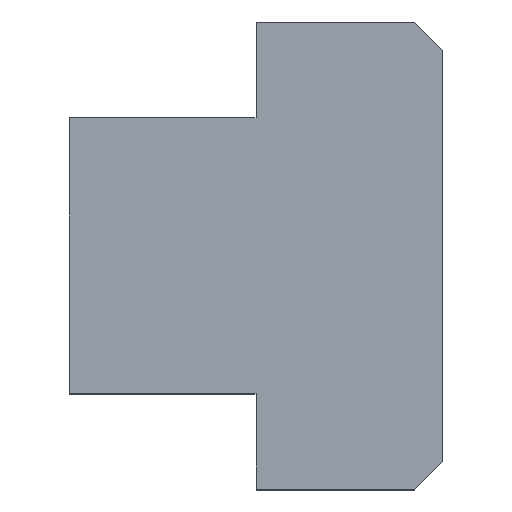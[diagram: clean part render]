
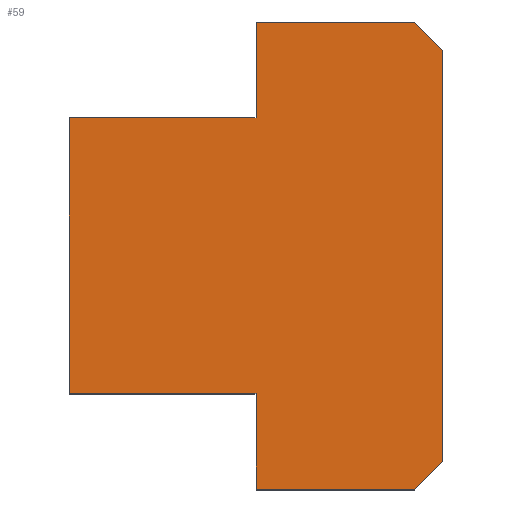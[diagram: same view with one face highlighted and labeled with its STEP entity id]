
A CAD part, top view. The second image highlights one B-rep face of the part: STEP entity #59.
In plain terms, the highlighted planar face has unit normal (0, 0, 1).
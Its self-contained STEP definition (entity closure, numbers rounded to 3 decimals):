
#59 = ADVANCED_FACE( '', ( #118 ), #119, .T. );
#118 = FACE_OUTER_BOUND( '', #175, .T. );
#119 = PLANE( '', #176 );
#175 = EDGE_LOOP( '', ( #282, #283, #284, #285, #286, #287, #288, #289, #290, #291 ) );
#176 = AXIS2_PLACEMENT_3D( '', #292, #293, #294 );
#282 = ORIENTED_EDGE( '', *, *, #330, .T. );
#283 = ORIENTED_EDGE( '', *, *, #343, .T. );
#284 = ORIENTED_EDGE( '', *, *, #339, .T. );
#285 = ORIENTED_EDGE( '', *, *, #352, .T. );
#286 = ORIENTED_EDGE( '', *, *, #359, .T. );
#287 = ORIENTED_EDGE( '', *, *, #347, .T. );
#288 = ORIENTED_EDGE( '', *, *, #334, .T. );
#289 = ORIENTED_EDGE( '', *, *, #324, .T. );
#290 = ORIENTED_EDGE( '', *, *, #356, .T. );
#291 = ORIENTED_EDGE( '', *, *, #363, .T. );
#292 = CARTESIAN_POINT( '', ( 0., 0., 20. ) );
#293 = DIRECTION( '', ( 0., 0., 1. ) );
#294 = DIRECTION( '', ( 1., 0., 0. ) );
#324 = EDGE_CURVE( '', #376, #374, #377, .T. );
#330 = EDGE_CURVE( '', #387, #385, #388, .T. );
#334 = EDGE_CURVE( '', #393, #376, #394, .T. );
#339 = EDGE_CURVE( '', #402, #400, #403, .T. );
#343 = EDGE_CURVE( '', #385, #402, #407, .T. );
#347 = EDGE_CURVE( '', #413, #393, #414, .T. );
#352 = EDGE_CURVE( '', #400, #419, #421, .T. );
#356 = EDGE_CURVE( '', #374, #425, #427, .T. );
#359 = EDGE_CURVE( '', #419, #413, #430, .T. );
#363 = EDGE_CURVE( '', #425, #387, #434, .T. );
#374 = VERTEX_POINT( '', #448 );
#376 = VERTEX_POINT( '', #451 );
#377 = LINE( '', #452, #453 );
#385 = VERTEX_POINT( '', #463 );
#387 = VERTEX_POINT( '', #466 );
#388 = LINE( '', #467, #468 );
#393 = VERTEX_POINT( '', #475 );
#394 = LINE( '', #476, #477 );
#400 = VERTEX_POINT( '', #485 );
#402 = VERTEX_POINT( '', #488 );
#403 = LINE( '', #489, #490 );
#407 = LINE( '', #496, #497 );
#413 = VERTEX_POINT( '', #504 );
#414 = LINE( '', #505, #506 );
#419 = VERTEX_POINT( '', #513 );
#421 = LINE( '', #516, #517 );
#425 = VERTEX_POINT( '', #522 );
#427 = LINE( '', #525, #526 );
#430 = LINE( '', #530, #531 );
#434 = LINE( '', #536, #537 );
#448 = CARTESIAN_POINT( '', ( 0., 20., 20. ) );
#451 = CARTESIAN_POINT( '', ( 13.6, 20., 20. ) );
#452 = CARTESIAN_POINT( '', ( 13.6, 20., 20. ) );
#453 = VECTOR( '', #548, 1000. );
#463 = CARTESIAN_POINT( '', ( -16., -11.8, 20. ) );
#466 = CARTESIAN_POINT( '', ( -16., 11.8, 20. ) );
#467 = CARTESIAN_POINT( '', ( -16., 11.8, 20. ) );
#468 = VECTOR( '', #555, 1000. );
#475 = CARTESIAN_POINT( '', ( 16., 17.6, 20. ) );
#476 = CARTESIAN_POINT( '', ( 16., 17.6, 20. ) );
#477 = VECTOR( '', #558, 1000. );
#485 = CARTESIAN_POINT( '', ( 0., -20., 20. ) );
#488 = CARTESIAN_POINT( '', ( 0., -11.8, 20. ) );
#489 = CARTESIAN_POINT( '', ( 0., -11.8, 20. ) );
#490 = VECTOR( '', #562, 1000. );
#496 = CARTESIAN_POINT( '', ( -16., -11.8, 20. ) );
#497 = VECTOR( '', #565, 1000. );
#504 = CARTESIAN_POINT( '', ( 16., -17.6, 20. ) );
#505 = CARTESIAN_POINT( '', ( 16., -17.6, 20. ) );
#506 = VECTOR( '', #570, 1000. );
#513 = CARTESIAN_POINT( '', ( 13.6, -20., 20. ) );
#516 = CARTESIAN_POINT( '', ( 0., -20., 20. ) );
#517 = VECTOR( '', #574, 1000. );
#522 = CARTESIAN_POINT( '', ( 0., 11.8, 20. ) );
#525 = CARTESIAN_POINT( '', ( 0., 20., 20. ) );
#526 = VECTOR( '', #577, 1000. );
#530 = CARTESIAN_POINT( '', ( 13.6, -20., 20. ) );
#531 = VECTOR( '', #579, 1000. );
#536 = CARTESIAN_POINT( '', ( 0., 11.8, 20. ) );
#537 = VECTOR( '', #581, 1000. );
#548 = DIRECTION( '', ( -1., 0., 0. ) );
#555 = DIRECTION( '', ( 0., -1., 0. ) );
#558 = DIRECTION( '', ( -0.707, 0.707, 0. ) );
#562 = DIRECTION( '', ( 0., -1., 0. ) );
#565 = DIRECTION( '', ( 1., 0., 0. ) );
#570 = DIRECTION( '', ( 0., 1., 0. ) );
#574 = DIRECTION( '', ( 1., 0., 0. ) );
#577 = DIRECTION( '', ( 0., -1., 0. ) );
#579 = DIRECTION( '', ( 0.707, 0.707, 0. ) );
#581 = DIRECTION( '', ( -1., 0., 0. ) );
